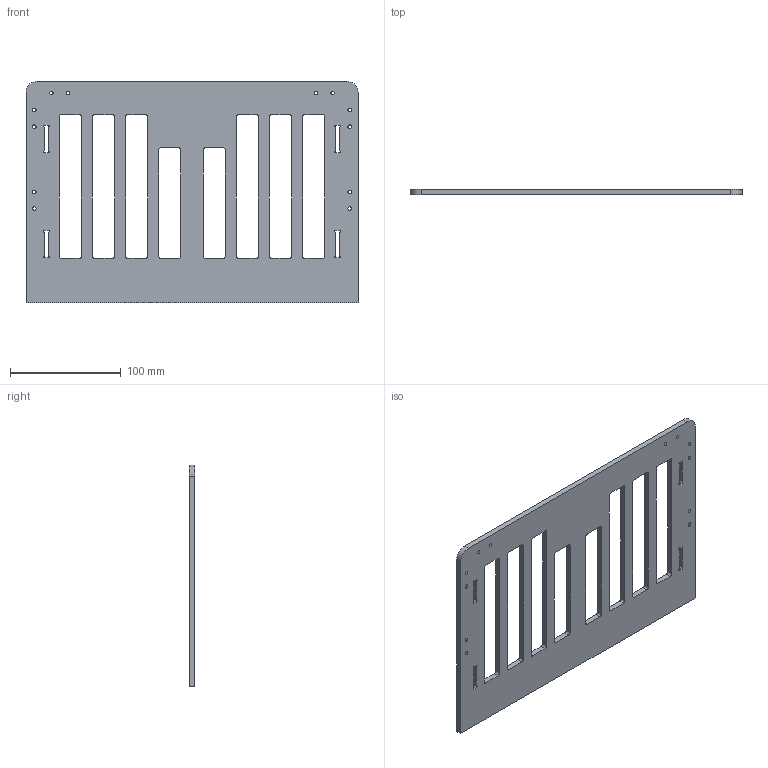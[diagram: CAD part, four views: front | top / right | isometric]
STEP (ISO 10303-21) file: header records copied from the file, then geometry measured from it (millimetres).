
FILE_DESCRIPTION(/* description */ (''),/* implementation_level */ '2;1');
FILE_NAME(/* name */ 'RP_Waist-Avobe.stp',/* time_stamp */ '2025-07-22T15:32:04+09:00',/* author */ ('佐藤智貴'),/* organization */ (''),/* preprocessor_version */ 'ST-DEVELOPER v20',/* originating_system */ 'Autodesk Inventor 2024',/* authorisation */ '');
FILE_SCHEMA (('AUTOMOTIVE_DESIGN { 1 0 10303 214 3 1 1 }'));
Length unit declared in the file: millimetre
Products named in the file (1): RP_Waist-Avobe
Bounding box: 300 x 5 x 200 mm (x, y, z)
Volume: 199814.5 mm3; surface area: 97960.1 mm2
Topology: 1 solids, 1 shells, 116 faces, 342 edges, 229 vertices
Faces by surface type: cylinder 62, plane 54
Full cylindrical faces by diameter (mm): 3.2 x12
Entity records: 4060 total; most frequent: DIRECTION 700, CARTESIAN_POINT 688, ORIENTED_EDGE 684, EDGE_CURVE 342, AXIS2_PLACEMENT_3D 241, VERTEX_POINT 228, LINE 218, VECTOR 218
